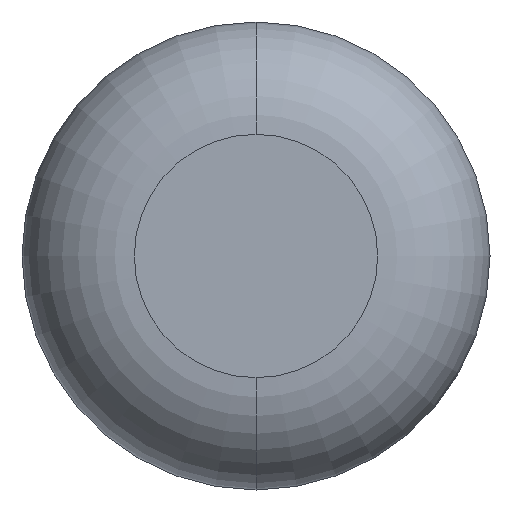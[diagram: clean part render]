
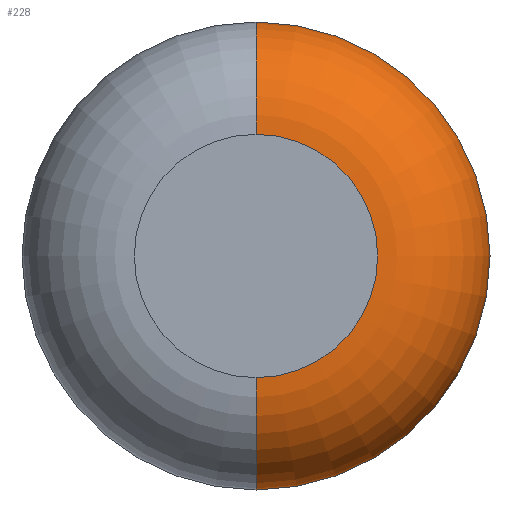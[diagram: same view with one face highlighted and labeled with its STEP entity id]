
A CAD part, front view. The second image highlights one B-rep face of the part: STEP entity #228.
In plain terms, the highlighted toroidal (fillet/blend) face has major radius 0.826 mm and minor radius 0.762 mm.
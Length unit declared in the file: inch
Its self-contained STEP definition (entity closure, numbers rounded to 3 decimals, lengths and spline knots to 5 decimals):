
#38 = EDGE_CURVE ( 'NONE', #165, #396, #75, .T. ) ;
#42 = CARTESIAN_POINT ( 'NONE',  ( 0., 0.03, 0. ) ) ;
#43 = AXIS2_PLACEMENT_3D ( 'NONE', #320, #242, #56 ) ;
#44 = DIRECTION ( 'NONE',  ( -1., 0., 0. ) ) ;
#46 = ORIENTED_EDGE ( 'NONE', *, *, #112, .T. ) ;
#55 = EDGE_LOOP ( 'NONE', ( #205, #46, #71, #142 ) ) ;
#56 = DIRECTION ( 'NONE',  ( 0., 0., -1. ) ) ;
#64 = DIRECTION ( 'NONE',  ( 0., -1., 0. ) ) ;
#67 = CARTESIAN_POINT ( 'NONE',  ( 0., 0.03, -0.0325 ) ) ;
#71 = ORIENTED_EDGE ( 'NONE', *, *, #38, .F. ) ;
#72 = DIRECTION ( 'NONE',  ( 0., -1., 0. ) ) ;
#75 = CIRCLE ( 'NONE', #43, 0.0325 ) ;
#100 = CIRCLE ( 'NONE', #377, 0.03 ) ;
#105 = CARTESIAN_POINT ( 'NONE',  ( 0., 0.03, 0.0325 ) ) ;
#112 = EDGE_CURVE ( 'NONE', #256, #396, #100, .T. ) ;
#125 = AXIS2_PLACEMENT_3D ( 'NONE', #67, #44, #277 ) ;
#142 = ORIENTED_EDGE ( 'NONE', *, *, #156, .F. ) ;
#150 = VERTEX_POINT ( 'NONE', #176 ) ;
#156 = EDGE_CURVE ( 'NONE', #150, #165, #322, .T. ) ;
#165 = VERTEX_POINT ( 'NONE', #307 ) ;
#176 = CARTESIAN_POINT ( 'NONE',  ( 0., 0.03, -0.0625 ) ) ;
#179 = DIRECTION ( 'NONE',  ( 1., 0., 0. ) ) ;
#185 = DIRECTION ( 'NONE',  ( 0., 0., -1. ) ) ;
#200 = CARTESIAN_POINT ( 'NONE',  ( 0., 0.03, 0. ) ) ;
#205 = ORIENTED_EDGE ( 'NONE', *, *, #282, .T. ) ;
#228 = ADVANCED_FACE ( 'NONE', ( #344 ), #331, .T. ) ;
#241 = AXIS2_PLACEMENT_3D ( 'NONE', #200, #64, #266 ) ;
#242 = DIRECTION ( 'NONE',  ( 0., -1., 0. ) ) ;
#256 = VERTEX_POINT ( 'NONE', #323 ) ;
#257 = DIRECTION ( 'NONE',  ( 0., 0., -1. ) ) ;
#266 = DIRECTION ( 'NONE',  ( 0., 0., -1. ) ) ;
#269 = AXIS2_PLACEMENT_3D ( 'NONE', #42, #72, #257 ) ;
#277 = DIRECTION ( 'NONE',  ( 0., 0., 1. ) ) ;
#282 = EDGE_CURVE ( 'NONE', #150, #256, #367, .T. ) ;
#307 = CARTESIAN_POINT ( 'NONE',  ( 0., 0., -0.0325 ) ) ;
#320 = CARTESIAN_POINT ( 'NONE',  ( 0., 0., 0. ) ) ;
#322 = CIRCLE ( 'NONE', #125, 0.03 ) ;
#323 = CARTESIAN_POINT ( 'NONE',  ( 0., 0.03, 0.0625 ) ) ;
#331 = TOROIDAL_SURFACE ( 'NONE', #241, 0.0325, 0.03 ) ;
#340 = CARTESIAN_POINT ( 'NONE',  ( 0., 0., 0.0325 ) ) ;
#344 = FACE_OUTER_BOUND ( 'NONE', #55, .T. ) ;
#367 = CIRCLE ( 'NONE', #269, 0.0625 ) ;
#377 = AXIS2_PLACEMENT_3D ( 'NONE', #105, #179, #185 ) ;
#396 = VERTEX_POINT ( 'NONE', #340 ) ;
